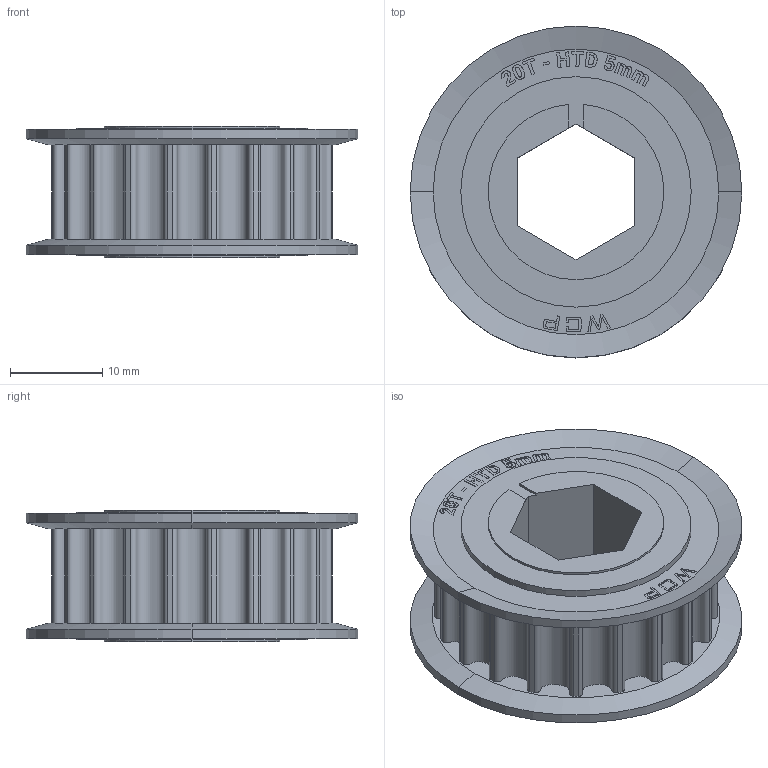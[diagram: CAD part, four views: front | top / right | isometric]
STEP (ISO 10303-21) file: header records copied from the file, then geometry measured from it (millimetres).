
FILE_DESCRIPTION (( 'STEP AP214' ), '1' );
FILE_NAME ('WCP-1754.STEP', '2025-04-08T23:12:13', ( '' ), ( '' ), 'SwSTEP 2.0', 'SolidWorks 2022', '' );
FILE_SCHEMA (( 'AUTOMOTIVE_DESIGN' ));
Length unit declared in the file: inch
Products named in the file (1): WCP-1754
Bounding box: 36 x 36 x 14.29 mm (x, y, z)
Volume: 7374.8 mm3; surface area: 5873.9 mm2
Topology: 3 solids, 3 shells, 264 faces, 709 edges, 470 vertices
Faces by surface type: plane 149, bspline 70, cylinder 37, cone 8
Entity records: 17629 total; most frequent: CARTESIAN_POINT 11338, ORIENTED_EDGE 1418, DIRECTION 1041, EDGE_CURVE 709, LINE 487, VECTOR 487, VERTEX_POINT 470, EDGE_LOOP 289
